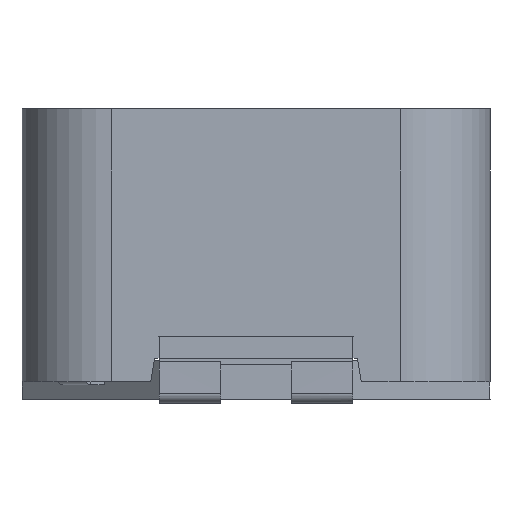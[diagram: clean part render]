
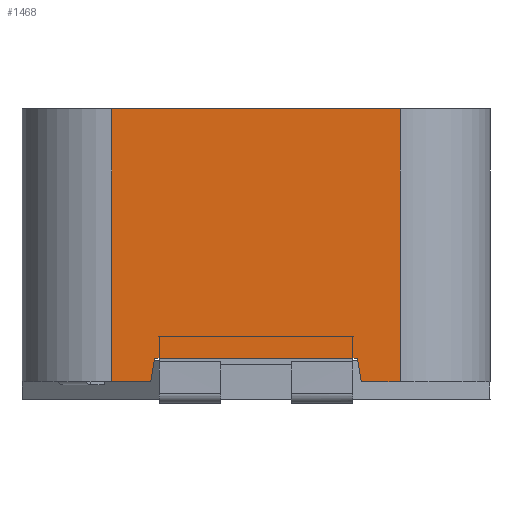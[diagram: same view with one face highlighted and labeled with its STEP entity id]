
A CAD part, front view. The second image highlights one B-rep face of the part: STEP entity #1468.
In plain terms, the highlighted free-form (B-spline) face has degree [1, 1] with [2, 2] control points.
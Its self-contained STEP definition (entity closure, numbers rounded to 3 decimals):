
#1062=CARTESIAN_POINT('',(-3.7,-6.,0.45));
#1063=VERTEX_POINT('',#1062);
#1098=CARTESIAN_POINT('',(-2.7,-6.,0.45));
#1099=VERTEX_POINT('',#1098);
#1105=CARTESIAN_POINT('',(-2.7,-6.,0.45));
#1106=CARTESIAN_POINT('',(-3.7,-6.,0.45));
#1107=B_SPLINE_CURVE_WITH_KNOTS('',1,(#1105,#1106),.POLYLINE_FORM.,.F.,.U.,(2,2),(0.865,1.),.UNSPECIFIED.);
#1108=EDGE_CURVE('',#1099,#1063,#1107,.T.);
#1383=CARTESIAN_POINT('',(3.922,-6.,7.66));
#1384=CARTESIAN_POINT('',(3.922,-6.,0.24));
#1385=CARTESIAN_POINT('',(-3.922,-6.,7.66));
#1386=CARTESIAN_POINT('',(-3.922,-6.,0.24));
#1387=B_SPLINE_SURFACE_WITH_KNOTS('',1,1,((#1383,#1384),(#1385,#1386)),.PLANE_SURF.,.F.,.F.,.U.,(2,2),(2,2),(0.,1.),(0.,1.),.UNSPECIFIED.);
#1388=ORIENTED_EDGE('',*,*,#1108,.F.);
#1389=CARTESIAN_POINT('',(-2.6,-6.,1.05));
#1390=VERTEX_POINT('',#1389);
#1391=CARTESIAN_POINT('',(-2.6,-6.,1.05));
#1392=CARTESIAN_POINT('',(-2.7,-6.,0.45));
#1393=B_SPLINE_CURVE_WITH_KNOTS('',1,(#1391,#1392),.POLYLINE_FORM.,.F.,.U.,(2,2),(0.553,0.567),.UNSPECIFIED.);
#1394=EDGE_CURVE('',#1390,#1099,#1393,.T.);
#1395=ORIENTED_EDGE('',*,*,#1394,.F.);
#1396=CARTESIAN_POINT('',(-2.485,-6.,1.05));
#1397=VERTEX_POINT('',#1396);
#1398=CARTESIAN_POINT('',(-2.485,-6.,1.05));
#1399=CARTESIAN_POINT('',(-2.6,-6.,1.05));
#1400=B_SPLINE_CURVE_WITH_KNOTS('',1,(#1398,#1399),.POLYLINE_FORM.,.F.,.U.,(2,2),(0.555,0.558),.UNSPECIFIED.);
#1401=EDGE_CURVE('',#1397,#1390,#1400,.T.);
#1402=ORIENTED_EDGE('',*,*,#1401,.F.);
#1403=CARTESIAN_POINT('',(-2.485,-6.,1.6));
#1404=VERTEX_POINT('',#1403);
#1405=CARTESIAN_POINT('',(-2.485,-6.,1.6));
#1406=CARTESIAN_POINT('',(-2.485,-6.,1.05));
#1407=B_SPLINE_CURVE_WITH_KNOTS('',1,(#1405,#1406),.POLYLINE_FORM.,.F.,.U.,(2,2),(0.,0.917),.UNSPECIFIED.);
#1408=EDGE_CURVE('',#1404,#1397,#1407,.T.);
#1409=ORIENTED_EDGE('',*,*,#1408,.F.);
#1410=ORIENTED_EDGE('',*,*,#1408,.T.);
#1411=CARTESIAN_POINT('',(2.485,-6.,1.05));
#1412=VERTEX_POINT('',#1411);
#1413=CARTESIAN_POINT('',(2.485,-6.,1.05));
#1414=CARTESIAN_POINT('',(-2.485,-6.,1.05));
#1415=B_SPLINE_CURVE_WITH_KNOTS('',1,(#1413,#1414),.POLYLINE_FORM.,.F.,.U.,(2,2),(0.445,0.555),.UNSPECIFIED.);
#1416=EDGE_CURVE('',#1412,#1397,#1415,.T.);
#1417=ORIENTED_EDGE('',*,*,#1416,.F.);
#1418=CARTESIAN_POINT('',(2.485,-6.,1.6));
#1419=VERTEX_POINT('',#1418);
#1420=CARTESIAN_POINT('',(2.485,-6.,1.6));
#1421=CARTESIAN_POINT('',(2.485,-6.,1.05));
#1422=B_SPLINE_CURVE_WITH_KNOTS('',1,(#1420,#1421),.POLYLINE_FORM.,.F.,.U.,(2,2),(0.,0.917),.UNSPECIFIED.);
#1423=EDGE_CURVE('',#1419,#1412,#1422,.T.);
#1424=ORIENTED_EDGE('',*,*,#1423,.F.);
#1425=ORIENTED_EDGE('',*,*,#1423,.T.);
#1426=CARTESIAN_POINT('',(2.6,-6.,1.05));
#1427=VERTEX_POINT('',#1426);
#1428=CARTESIAN_POINT('',(2.6,-6.,1.05));
#1429=CARTESIAN_POINT('',(2.485,-6.,1.05));
#1430=B_SPLINE_CURVE_WITH_KNOTS('',1,(#1428,#1429),.POLYLINE_FORM.,.F.,.U.,(2,2),(0.442,0.445),.UNSPECIFIED.);
#1431=EDGE_CURVE('',#1427,#1412,#1430,.T.);
#1432=ORIENTED_EDGE('',*,*,#1431,.F.);
#1433=CARTESIAN_POINT('',(2.7,-6.,0.45));
#1434=VERTEX_POINT('',#1433);
#1435=CARTESIAN_POINT('',(2.7,-6.,0.45));
#1436=CARTESIAN_POINT('',(2.6,-6.,1.05));
#1437=B_SPLINE_CURVE_WITH_KNOTS('',1,(#1435,#1436),.POLYLINE_FORM.,.F.,.U.,(2,2),(0.433,0.447),.UNSPECIFIED.);
#1438=EDGE_CURVE('',#1434,#1427,#1437,.T.);
#1439=ORIENTED_EDGE('',*,*,#1438,.F.);
#1440=CARTESIAN_POINT('',(3.7,-6.,0.45));
#1441=VERTEX_POINT('',#1440);
#1442=CARTESIAN_POINT('',(3.7,-6.,0.45));
#1443=CARTESIAN_POINT('',(2.7,-6.,0.45));
#1444=B_SPLINE_CURVE_WITH_KNOTS('',1,(#1442,#1443),.POLYLINE_FORM.,.F.,.U.,(2,2),(0.,0.135),.UNSPECIFIED.);
#1445=EDGE_CURVE('',#1441,#1434,#1444,.T.);
#1446=ORIENTED_EDGE('',*,*,#1445,.F.);
#1447=CARTESIAN_POINT('',(3.7,-6.,7.45));
#1448=VERTEX_POINT('',#1447);
#1449=CARTESIAN_POINT('',(3.7,-6.,7.45));
#1450=CARTESIAN_POINT('',(3.7,-6.,0.45));
#1451=B_SPLINE_CURVE_WITH_KNOTS('',1,(#1449,#1450),.POLYLINE_FORM.,.F.,.U.,(2,2),(0.,1.),.UNSPECIFIED.);
#1452=EDGE_CURVE('',#1448,#1441,#1451,.T.);
#1453=ORIENTED_EDGE('',*,*,#1452,.F.);
#1454=CARTESIAN_POINT('',(-3.7,-6.,7.45));
#1455=VERTEX_POINT('',#1454);
#1456=CARTESIAN_POINT('',(3.7,-6.,7.45));
#1457=CARTESIAN_POINT('',(-3.7,-6.,7.45));
#1458=B_SPLINE_CURVE_WITH_KNOTS('',1,(#1456,#1457),.POLYLINE_FORM.,.F.,.U.,(2,2),(0.,0.718),.UNSPECIFIED.);
#1459=EDGE_CURVE('',#1448,#1455,#1458,.T.);
#1460=ORIENTED_EDGE('',*,*,#1459,.T.);
#1461=CARTESIAN_POINT('',(-3.7,-6.,7.45));
#1462=CARTESIAN_POINT('',(-3.7,-6.,0.45));
#1463=B_SPLINE_CURVE_WITH_KNOTS('',1,(#1461,#1462),.POLYLINE_FORM.,.F.,.U.,(2,2),(0.,1.),.UNSPECIFIED.);
#1464=EDGE_CURVE('',#1455,#1063,#1463,.T.);
#1465=ORIENTED_EDGE('',*,*,#1464,.T.);
#1466=EDGE_LOOP('',(#1388,#1395,#1402,#1409,#1410,#1417,#1424,#1425,#1432,#1439,#1446,#1453,#1460,#1465));
#1467=FACE_OUTER_BOUND('',#1466,.T.);
#1468=ADVANCED_FACE('',(#1467),#1387,.T.);
